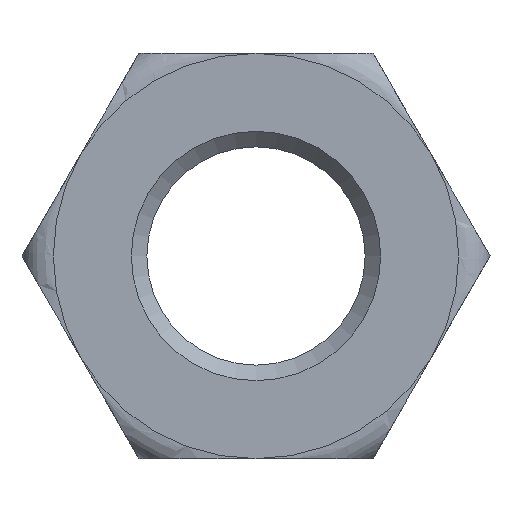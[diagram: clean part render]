
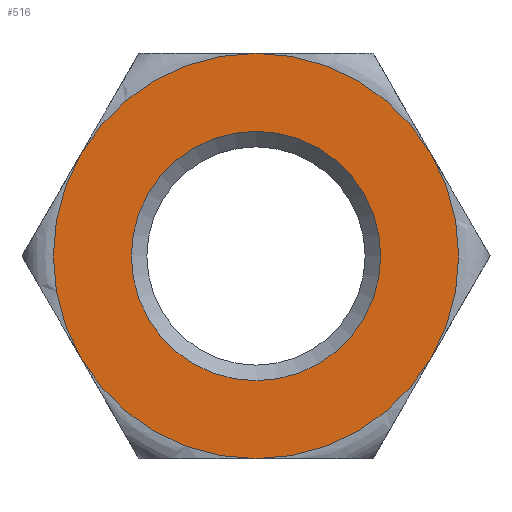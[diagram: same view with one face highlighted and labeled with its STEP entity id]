
A CAD part, front view. The second image highlights one B-rep face of the part: STEP entity #516.
In plain terms, the highlighted planar face has unit normal (0, -1, 0).
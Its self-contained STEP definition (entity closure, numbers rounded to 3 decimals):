
#8 = EDGE_LOOP ( 'NONE', ( #358, #642, #548, #652, #337, #742 ) ) ;
#9 = AXIS2_PLACEMENT_3D ( 'NONE', #86, #789, #629 ) ;
#28 = DIRECTION ( 'NONE',  ( -1., 0., 0. ) ) ;
#32 = DIRECTION ( 'NONE',  ( 0., 1., 0. ) ) ;
#44 = CARTESIAN_POINT ( 'NONE',  ( -5.629, -3.25, -3.25 ) ) ;
#54 = VERTEX_POINT ( 'NONE', #44 ) ;
#69 = EDGE_CURVE ( 'NONE', #312, #54, #528, .T. ) ;
#86 = CARTESIAN_POINT ( 'NONE',  ( 0., -3.25, 0. ) ) ;
#89 = CIRCLE ( 'NONE', #554, 6.5 ) ;
#91 = AXIS2_PLACEMENT_3D ( 'NONE', #893, #184, #111 ) ;
#94 = EDGE_CURVE ( 'NONE', #54, #609, #89, .T. ) ;
#96 = CARTESIAN_POINT ( 'NONE',  ( 0., -3.25, -6.5 ) ) ;
#101 = CARTESIAN_POINT ( 'NONE',  ( 5.629, -3.25, -3.25 ) ) ;
#111 = DIRECTION ( 'NONE',  ( 1., 0., 0. ) ) ;
#114 = DIRECTION ( 'NONE',  ( 0., 1., 0. ) ) ;
#117 = DIRECTION ( 'NONE',  ( 0., 1., 0. ) ) ;
#125 = CIRCLE ( 'NONE', #91, 6.5 ) ;
#129 = EDGE_LOOP ( 'NONE', ( #343 ) ) ;
#145 = AXIS2_PLACEMENT_3D ( 'NONE', #734, #892, #196 ) ;
#167 = EDGE_CURVE ( 'NONE', #559, #646, #594, .T. ) ;
#172 = CARTESIAN_POINT ( 'NONE',  ( 0., -3.25, 0. ) ) ;
#184 = DIRECTION ( 'NONE',  ( 0., 1., 0. ) ) ;
#196 = DIRECTION ( 'NONE',  ( 1., 0., 0. ) ) ;
#275 = DIRECTION ( 'NONE',  ( 1., 0., 0. ) ) ;
#300 = AXIS2_PLACEMENT_3D ( 'NONE', #975, #32, #805 ) ;
#304 = EDGE_CURVE ( 'NONE', #844, #844, #958, .T. ) ;
#305 = DIRECTION ( 'NONE',  ( 1., 0., 0. ) ) ;
#312 = VERTEX_POINT ( 'NONE', #96 ) ;
#337 = ORIENTED_EDGE ( 'NONE', *, *, #94, .F. ) ;
#343 = ORIENTED_EDGE ( 'NONE', *, *, #304, .T. ) ;
#358 = ORIENTED_EDGE ( 'NONE', *, *, #470, .F. ) ;
#389 = CIRCLE ( 'NONE', #640, 6.5 ) ;
#440 = CARTESIAN_POINT ( 'NONE',  ( 5.629, -3.25, 3.25 ) ) ;
#463 = AXIS2_PLACEMENT_3D ( 'NONE', #172, #114, #28 ) ;
#470 = EDGE_CURVE ( 'NONE', #646, #312, #125, .T. ) ;
#472 = DIRECTION ( 'NONE',  ( 0., 1., 0. ) ) ;
#516 = ADVANCED_FACE ( 'NONE', ( #808, #813 ), #665, .F. ) ;
#528 = CIRCLE ( 'NONE', #300, 6.5 ) ;
#548 = ORIENTED_EDGE ( 'NONE', *, *, #905, .F. ) ;
#554 = AXIS2_PLACEMENT_3D ( 'NONE', #728, #653, #275 ) ;
#559 = VERTEX_POINT ( 'NONE', #440 ) ;
#594 = CIRCLE ( 'NONE', #145, 6.5 ) ;
#609 = VERTEX_POINT ( 'NONE', #806 ) ;
#622 = CARTESIAN_POINT ( 'NONE',  ( 0., -3.25, 0. ) ) ;
#629 = DIRECTION ( 'NONE',  ( 0., 0., 1. ) ) ;
#640 = AXIS2_PLACEMENT_3D ( 'NONE', #622, #472, #305 ) ;
#642 = ORIENTED_EDGE ( 'NONE', *, *, #167, .F. ) ;
#646 = VERTEX_POINT ( 'NONE', #101 ) ;
#647 = DIRECTION ( 'NONE',  ( 0., 0., 1. ) ) ;
#652 = ORIENTED_EDGE ( 'NONE', *, *, #745, .F. ) ;
#653 = DIRECTION ( 'NONE',  ( 0., 1., 0. ) ) ;
#665 = PLANE ( 'NONE',  #718 ) ;
#717 = CIRCLE ( 'NONE', #463, 6.5 ) ;
#718 = AXIS2_PLACEMENT_3D ( 'NONE', #820, #117, #647 ) ;
#728 = CARTESIAN_POINT ( 'NONE',  ( 0., -3.25, 0. ) ) ;
#734 = CARTESIAN_POINT ( 'NONE',  ( 0., -3.25, 0. ) ) ;
#742 = ORIENTED_EDGE ( 'NONE', *, *, #69, .F. ) ;
#745 = EDGE_CURVE ( 'NONE', #609, #878, #717, .T. ) ;
#789 = DIRECTION ( 'NONE',  ( 0., 1., 0. ) ) ;
#805 = DIRECTION ( 'NONE',  ( 1., 0., 0. ) ) ;
#806 = CARTESIAN_POINT ( 'NONE',  ( -5.629, -3.25, 3.25 ) ) ;
#808 = FACE_BOUND ( 'NONE', #129, .T. ) ;
#813 = FACE_OUTER_BOUND ( 'NONE', #8, .T. ) ;
#820 = CARTESIAN_POINT ( 'NONE',  ( 0., -3.25, 0. ) ) ;
#844 = VERTEX_POINT ( 'NONE', #909 ) ;
#878 = VERTEX_POINT ( 'NONE', #998 ) ;
#892 = DIRECTION ( 'NONE',  ( 0., 1., 0. ) ) ;
#893 = CARTESIAN_POINT ( 'NONE',  ( 0., -3.25, 0. ) ) ;
#905 = EDGE_CURVE ( 'NONE', #878, #559, #389, .T. ) ;
#909 = CARTESIAN_POINT ( 'NONE',  ( 0., -3.25, 4. ) ) ;
#958 = CIRCLE ( 'NONE', #9, 4. ) ;
#975 = CARTESIAN_POINT ( 'NONE',  ( 0., -3.25, 0. ) ) ;
#998 = CARTESIAN_POINT ( 'NONE',  ( 0., -3.25, 6.5 ) ) ;
